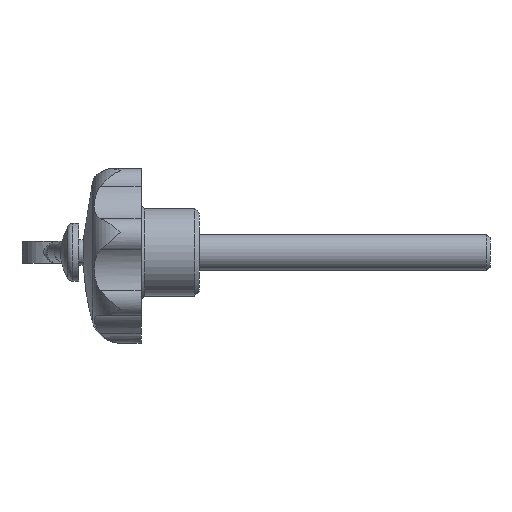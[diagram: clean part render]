
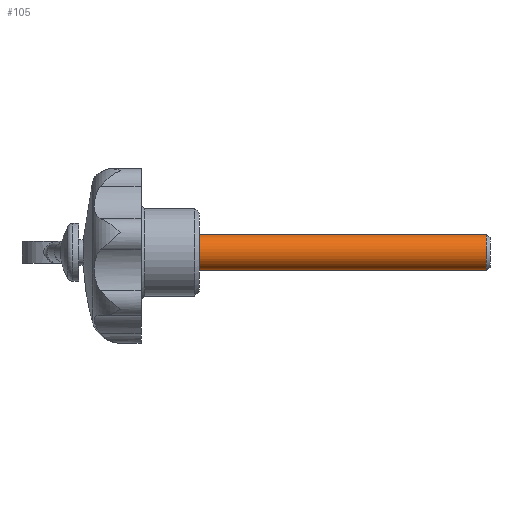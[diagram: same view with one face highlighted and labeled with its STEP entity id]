
A CAD part, left-side view. The second image highlights one B-rep face of the part: STEP entity #105.
In plain terms, the highlighted cylindrical face has radius 2.5 mm (diameter 5 mm), a full revolution.
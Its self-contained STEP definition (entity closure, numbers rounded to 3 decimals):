
#105 = ADVANCED_FACE( '', ( #250, #251 ), #252, .T. );
#250 = FACE_OUTER_BOUND( '', #448, .T. );
#251 = FACE_OUTER_BOUND( '', #449, .T. );
#252 = CYLINDRICAL_SURFACE( '', #450, 2.5 );
#448 = EDGE_LOOP( '', ( #717 ) );
#449 = EDGE_LOOP( '', ( #718 ) );
#450 = AXIS2_PLACEMENT_3D( '', #719, #720, #721 );
#717 = ORIENTED_EDGE( '', *, *, #1164, .F. );
#718 = ORIENTED_EDGE( '', *, *, #1165, .T. );
#719 = CARTESIAN_POINT( '', ( 0., -40., 0. ) );
#720 = DIRECTION( '', ( 0., 1., 0. ) );
#721 = DIRECTION( '', ( 0., 0., -1. ) );
#1164 = EDGE_CURVE( '', #1404, #1404, #1405, .T. );
#1165 = EDGE_CURVE( '', #1406, #1406, #1407, .T. );
#1404 = VERTEX_POINT( '', #1780 );
#1405 = CIRCLE( '', #1781, 2.5 );
#1406 = VERTEX_POINT( '', #1782 );
#1407 = CIRCLE( '', #1783, 2.5 );
#1780 = CARTESIAN_POINT( '', ( 0., -39.51, -2.5 ) );
#1781 = AXIS2_PLACEMENT_3D( '', #2422, #2423, #2424 );
#1782 = CARTESIAN_POINT( '', ( 0., 0., -2.5 ) );
#1783 = AXIS2_PLACEMENT_3D( '', #2425, #2426, #2427 );
#2422 = CARTESIAN_POINT( '', ( 0., -39.51, 0. ) );
#2423 = DIRECTION( '', ( 0., -1., 0. ) );
#2424 = DIRECTION( '', ( 0., 0., -1. ) );
#2425 = CARTESIAN_POINT( '', ( 0., 0., 0. ) );
#2426 = DIRECTION( '', ( 0., -1., 0. ) );
#2427 = DIRECTION( '', ( 0., 0., -1. ) );
